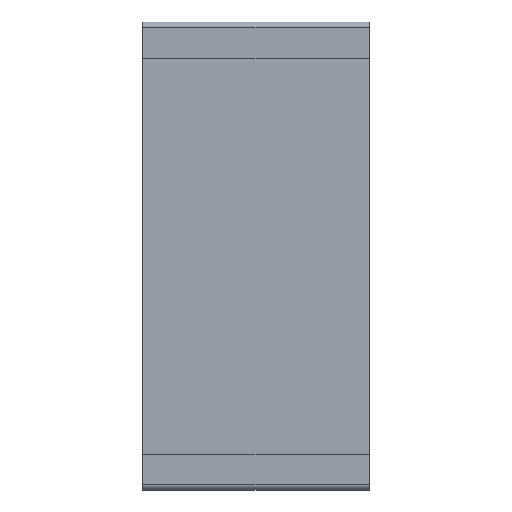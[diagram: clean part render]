
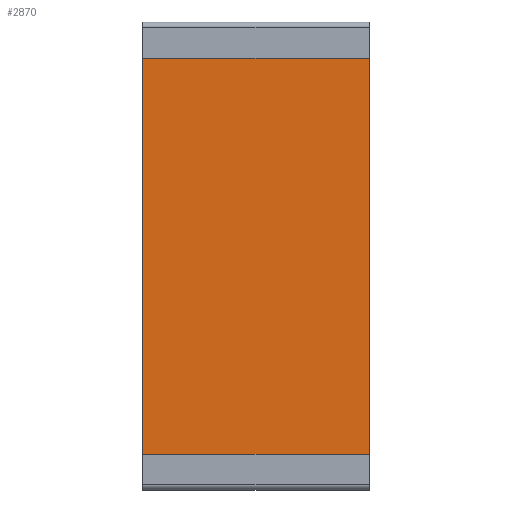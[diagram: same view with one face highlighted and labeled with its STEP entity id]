
A CAD part, front view. The second image highlights one B-rep face of the part: STEP entity #2870.
In plain terms, the highlighted planar face has unit normal (0, -1, 0).
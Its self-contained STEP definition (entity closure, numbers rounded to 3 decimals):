
#68 = DIRECTION ( 'NONE',  ( 0., 0., -1. ) ) ;
#500 = FACE_OUTER_BOUND ( 'NONE', #3382, .T. ) ;
#553 = VERTEX_POINT ( 'NONE', #1277 ) ;
#635 = DIRECTION ( 'NONE',  ( 0., 0., -1. ) ) ;
#832 = AXIS2_PLACEMENT_3D ( 'NONE', #1340, #1742, #2779 ) ;
#852 = LINE ( 'NONE', #1900, #2153 ) ;
#1005 = VERTEX_POINT ( 'NONE', #3794 ) ;
#1097 = ORIENTED_EDGE ( 'NONE', *, *, #2174, .T. ) ;
#1238 = CARTESIAN_POINT ( 'NONE',  ( 1.575, 0.075, -3.175 ) ) ;
#1277 = CARTESIAN_POINT ( 'NONE',  ( 1.575, 0.075, -3.175 ) ) ;
#1320 = VECTOR ( 'NONE', #68, 1000. ) ;
#1340 = CARTESIAN_POINT ( 'NONE',  ( 1.575, 0.075, 3.175 ) ) ;
#1711 = CARTESIAN_POINT ( 'NONE',  ( -1.575, 0.075, 3.175 ) ) ;
#1742 = DIRECTION ( 'NONE',  ( 0., 1., 0. ) ) ;
#1900 = CARTESIAN_POINT ( 'NONE',  ( 1.575, 0.075, 3.175 ) ) ;
#2153 = VECTOR ( 'NONE', #2924, 1000. ) ;
#2174 = EDGE_CURVE ( 'NONE', #4174, #3806, #4126, .T. ) ;
#2223 = ORIENTED_EDGE ( 'NONE', *, *, #2674, .F. ) ;
#2395 = LINE ( 'NONE', #1238, #3851 ) ;
#2674 = EDGE_CURVE ( 'NONE', #553, #3806, #2395, .T. ) ;
#2779 = DIRECTION ( 'NONE',  ( 0., 0., 1. ) ) ;
#2848 = ORIENTED_EDGE ( 'NONE', *, *, #3671, .T. ) ;
#2870 = ADVANCED_FACE ( 'NONE', ( #500 ), #4134, .F. ) ;
#2910 = CARTESIAN_POINT ( 'NONE',  ( -1.575, 0.075, -3.175 ) ) ;
#2924 = DIRECTION ( 'NONE',  ( -1., 0., 0. ) ) ;
#2984 = CARTESIAN_POINT ( 'NONE',  ( -1.575, 0.075, 3.175 ) ) ;
#3006 = ORIENTED_EDGE ( 'NONE', *, *, #4185, .F. ) ;
#3175 = LINE ( 'NONE', #3663, #3495 ) ;
#3382 = EDGE_LOOP ( 'NONE', ( #1097, #2223, #3006, #2848 ) ) ;
#3495 = VECTOR ( 'NONE', #635, 1000. ) ;
#3663 = CARTESIAN_POINT ( 'NONE',  ( 1.575, 0.075, 3.175 ) ) ;
#3671 = EDGE_CURVE ( 'NONE', #1005, #4174, #852, .T. ) ;
#3683 = DIRECTION ( 'NONE',  ( -1., 0., 0. ) ) ;
#3794 = CARTESIAN_POINT ( 'NONE',  ( 1.575, 0.075, 3.175 ) ) ;
#3806 = VERTEX_POINT ( 'NONE', #2910 ) ;
#3851 = VECTOR ( 'NONE', #3683, 1000. ) ;
#4126 = LINE ( 'NONE', #1711, #1320 ) ;
#4134 = PLANE ( 'NONE',  #832 ) ;
#4174 = VERTEX_POINT ( 'NONE', #2984 ) ;
#4185 = EDGE_CURVE ( 'NONE', #1005, #553, #3175, .T. ) ;
